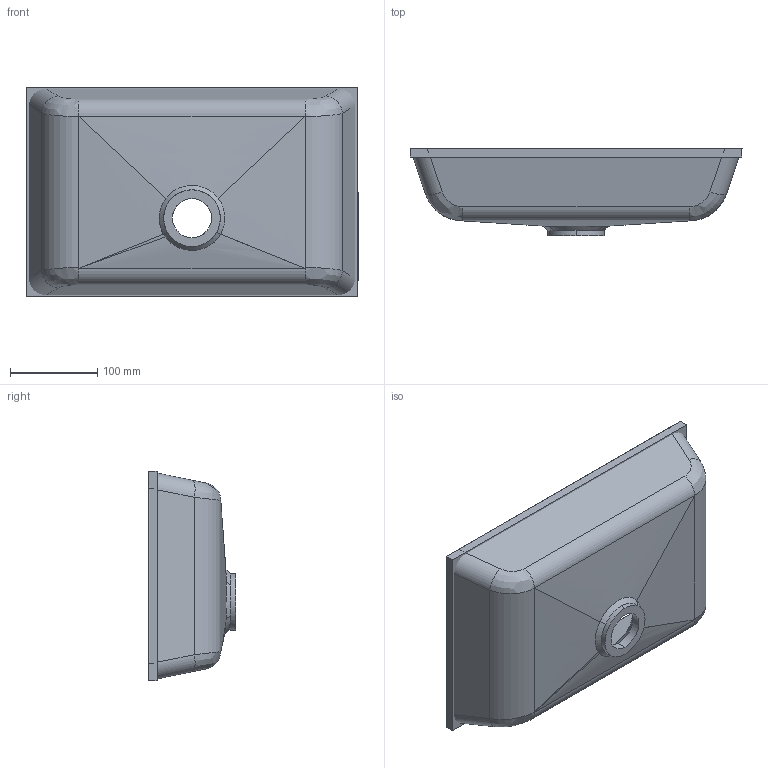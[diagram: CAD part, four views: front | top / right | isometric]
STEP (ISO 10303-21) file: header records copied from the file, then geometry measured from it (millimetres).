
FILE_DESCRIPTION (( 'STEP AP214' ), '1' );
FILE_NAME ('ERA-P_[Piccolo360x220].STEP', '2018-04-18T12:45:02', ( '' ), ( '' ), 'SwSTEP 2.0', 'SolidWorks 2017', '' );
FILE_SCHEMA (( 'AUTOMOTIVE_DESIGN' ));
Length unit declared in the file: millimetre
Products named in the file (1): ERA-P_[Piccolo360x220]
Bounding box: 381.14 x 100 x 240.42 mm (x, y, z)
Volume: 1569866 mm3; surface area: 351882.8 mm2
Topology: 2 solids, 2 shells, 64 faces, 168 edges, 108 vertices
Faces by surface type: bspline 24, cylinder 20, plane 20
Entity records: 7472 total; most frequent: CARTESIAN_POINT 6090, ORIENTED_EDGE 336, DIRECTION 190, EDGE_CURVE 168, VERTEX_POINT 108, EDGE_LOOP 68, LINE 68, VECTOR 68
